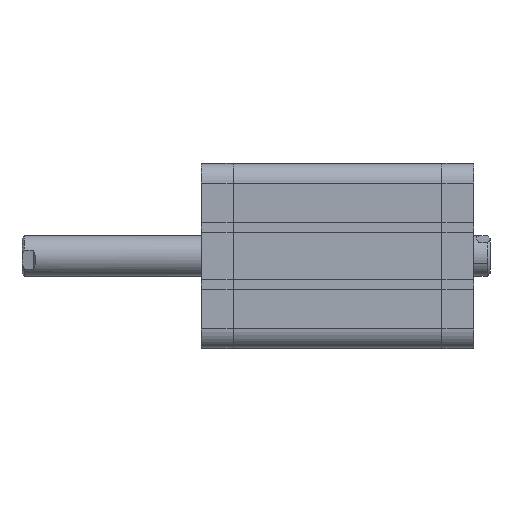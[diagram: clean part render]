
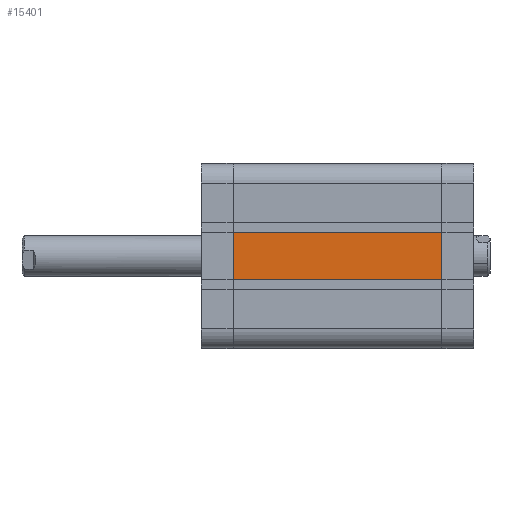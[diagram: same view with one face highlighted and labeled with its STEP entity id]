
A CAD part, front view. The second image highlights one B-rep face of the part: STEP entity #15401.
In plain terms, the highlighted planar face has unit normal (0, -1, 0).
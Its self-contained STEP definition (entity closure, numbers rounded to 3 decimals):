
#596 = DIRECTION ( 'NONE',  ( 0., 0., -1. ) ) ;
#703 = EDGE_LOOP ( 'NONE', ( #13622, #12142, #15405, #16928 ) ) ;
#2257 = AXIS2_PLACEMENT_3D ( 'NONE', #8972, #3745, #20541 ) ;
#3348 = EDGE_CURVE ( 'NONE', #20386, #13613, #8540, .T. ) ;
#3437 = LINE ( 'NONE', #20448, #5822 ) ;
#3745 = DIRECTION ( 'NONE',  ( 0., 1., 0. ) ) ;
#5822 = VECTOR ( 'NONE', #6772, 1000. ) ;
#6753 = DIRECTION ( 'NONE',  ( -1., 0., 0. ) ) ;
#6772 = DIRECTION ( 'NONE',  ( 0., 0., -1. ) ) ;
#7095 = VERTEX_POINT ( 'NONE', #9264 ) ;
#8540 = LINE ( 'NONE', #15636, #17327 ) ;
#8972 = CARTESIAN_POINT ( 'NONE',  ( 128., -56.75, -56.75 ) ) ;
#9016 = CARTESIAN_POINT ( 'NONE',  ( 0., -56.75, -14.7 ) ) ;
#9169 = CARTESIAN_POINT ( 'NONE',  ( 128.001, -56.75, 14.7 ) ) ;
#9264 = CARTESIAN_POINT ( 'NONE',  ( 128., -56.75, 14.7 ) ) ;
#10712 = LINE ( 'NONE', #9169, #21092 ) ;
#12142 = ORIENTED_EDGE ( 'NONE', *, *, #16949, .T. ) ;
#12185 = PLANE ( 'NONE',  #2257 ) ;
#12403 = VERTEX_POINT ( 'NONE', #18593 ) ;
#13613 = VERTEX_POINT ( 'NONE', #9016 ) ;
#13622 = ORIENTED_EDGE ( 'NONE', *, *, #16573, .T. ) ;
#13726 = EDGE_CURVE ( 'NONE', #7095, #20386, #3437, .T. ) ;
#15401 = ADVANCED_FACE ( 'NONE', ( #20755 ), #12185, .F. ) ;
#15405 = ORIENTED_EDGE ( 'NONE', *, *, #3348, .F. ) ;
#15636 = CARTESIAN_POINT ( 'NONE',  ( 128.001, -56.75, -14.7 ) ) ;
#15801 = CARTESIAN_POINT ( 'NONE',  ( 0., -56.75, -56.75 ) ) ;
#16573 = EDGE_CURVE ( 'NONE', #7095, #12403, #10712, .T. ) ;
#16928 = ORIENTED_EDGE ( 'NONE', *, *, #13726, .F. ) ;
#16949 = EDGE_CURVE ( 'NONE', #12403, #13613, #19157, .T. ) ;
#17327 = VECTOR ( 'NONE', #6753, 1000. ) ;
#18593 = CARTESIAN_POINT ( 'NONE',  ( 0., -56.75, 14.7 ) ) ;
#18835 = CARTESIAN_POINT ( 'NONE',  ( 128., -56.75, -14.7 ) ) ;
#19157 = LINE ( 'NONE', #15801, #19692 ) ;
#19292 = DIRECTION ( 'NONE',  ( -1., 0., 0. ) ) ;
#19692 = VECTOR ( 'NONE', #596, 1000. ) ;
#20386 = VERTEX_POINT ( 'NONE', #18835 ) ;
#20448 = CARTESIAN_POINT ( 'NONE',  ( 128., -56.75, -56.75 ) ) ;
#20541 = DIRECTION ( 'NONE',  ( 0., 0., 1. ) ) ;
#20755 = FACE_OUTER_BOUND ( 'NONE', #703, .T. ) ;
#21092 = VECTOR ( 'NONE', #19292, 1000. ) ;
